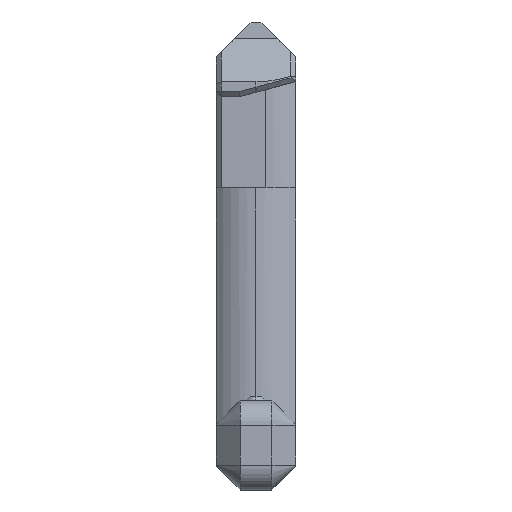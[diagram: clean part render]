
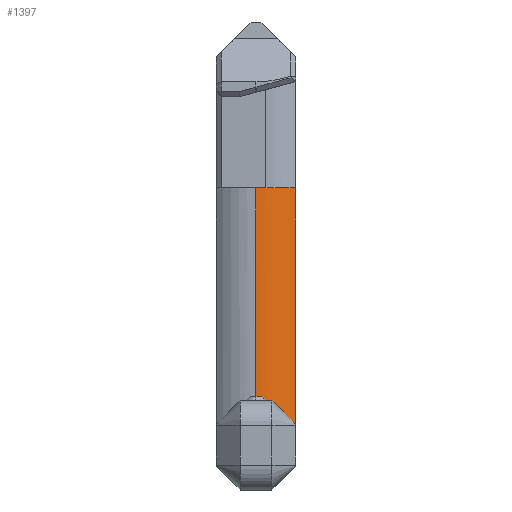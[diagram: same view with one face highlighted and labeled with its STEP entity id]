
A CAD part, left-side view. The second image highlights one B-rep face of the part: STEP entity #1397.
In plain terms, the highlighted cylindrical face has radius 2.9 mm (diameter 5.8 mm), a partial arc.
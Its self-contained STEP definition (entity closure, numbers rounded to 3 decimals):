
#94 = EDGE_CURVE ( 'NONE', #606, #2561, #2021, .T. ) ;
#116 = CARTESIAN_POINT ( 'NONE',  ( 0., 0., 10.7 ) ) ;
#204 = EDGE_CURVE ( 'NONE', #1701, #419, #1370, .T. ) ;
#255 = CARTESIAN_POINT ( 'NONE',  ( -2.424, -1.66, -0.86 ) ) ;
#287 = CARTESIAN_POINT ( 'NONE',  ( -2.9, 0., 10.7 ) ) ;
#314 = CARTESIAN_POINT ( 'NONE',  ( -2.1, -2., 7. ) ) ;
#341 = EDGE_LOOP ( 'NONE', ( #1360, #508, #923, #1026, #2152 ) ) ;
#342 = CARTESIAN_POINT ( 'NONE',  ( 0., 0., 0. ) ) ;
#419 = VERTEX_POINT ( 'NONE', #1101 ) ;
#449 =( BOUNDED_CURVE ( )  B_SPLINE_CURVE ( 3, ( #1505, #2547, #255, #645 ),
 .UNSPECIFIED., .F., .T. ) 
 B_SPLINE_CURVE_WITH_KNOTS ( ( 4, 4 ),
 ( 4.992, 5.473 ),
 .UNSPECIFIED. ) 
 CURVE ( )  GEOMETRIC_REPRESENTATION_ITEM ( )  RATIONAL_B_SPLINE_CURVE ( ( 1., 0.981, 0.981, 1. ) ) 
 REPRESENTATION_ITEM ( '' )  );
#454 = AXIS2_PLACEMENT_3D ( 'NONE', #116, #737, #530 ) ;
#486 = EDGE_CURVE ( 'NONE', #2561, #419, #2568, .T. ) ;
#508 = ORIENTED_EDGE ( 'NONE', *, *, #486, .T. ) ;
#510 = EDGE_CURVE ( 'NONE', #1701, #2281, #449, .T. ) ;
#530 = DIRECTION ( 'NONE',  ( -1., 0., 0. ) ) ;
#606 = VERTEX_POINT ( 'NONE', #1753 ) ;
#624 = AXIS2_PLACEMENT_3D ( 'NONE', #342, #1208, #2675 ) ;
#645 = CARTESIAN_POINT ( 'NONE',  ( -2.1, -2., -1.2 ) ) ;
#697 = CARTESIAN_POINT ( 'NONE',  ( 0., 0., 10.7 ) ) ;
#721 = CARTESIAN_POINT ( 'NONE',  ( -2.787, -0.8, 0. ) ) ;
#737 = DIRECTION ( 'NONE',  ( 0., 0., -1. ) ) ;
#923 = ORIENTED_EDGE ( 'NONE', *, *, #204, .F. ) ;
#1026 = ORIENTED_EDGE ( 'NONE', *, *, #510, .T. ) ;
#1077 = CYLINDRICAL_SURFACE ( 'NONE', #1770, 2.9 ) ;
#1101 = CARTESIAN_POINT ( 'NONE',  ( -2.9, 0., 0. ) ) ;
#1129 = DIRECTION ( 'NONE',  ( 0., 0., -1. ) ) ;
#1137 = DIRECTION ( 'NONE',  ( 0., 0., -1. ) ) ;
#1208 = DIRECTION ( 'NONE',  ( 0., 0., -1. ) ) ;
#1279 = VECTOR ( 'NONE', #1137, 1000. ) ;
#1360 = ORIENTED_EDGE ( 'NONE', *, *, #94, .T. ) ;
#1370 = CIRCLE ( 'NONE', #624, 2.9 ) ;
#1397 = ADVANCED_FACE ( 'NONE', ( #2557 ), #1077, .T. ) ;
#1505 = CARTESIAN_POINT ( 'NONE',  ( -2.787, -0.8, 0. ) ) ;
#1537 = DIRECTION ( 'NONE',  ( 0., 0., -1. ) ) ;
#1602 = CARTESIAN_POINT ( 'NONE',  ( -2.1, -2., -1.2 ) ) ;
#1688 = EDGE_CURVE ( 'NONE', #606, #2281, #2414, .T. ) ;
#1701 = VERTEX_POINT ( 'NONE', #721 ) ;
#1753 = CARTESIAN_POINT ( 'NONE',  ( -2.1, -2., 10.7 ) ) ;
#1770 = AXIS2_PLACEMENT_3D ( 'NONE', #697, #1129, #1909 ) ;
#1806 = VECTOR ( 'NONE', #1537, 1000. ) ;
#1909 = DIRECTION ( 'NONE',  ( -1., 0., 0. ) ) ;
#2021 = CIRCLE ( 'NONE', #454, 2.9 ) ;
#2140 = CARTESIAN_POINT ( 'NONE',  ( -2.9, 0., 10.7 ) ) ;
#2152 = ORIENTED_EDGE ( 'NONE', *, *, #1688, .F. ) ;
#2281 = VERTEX_POINT ( 'NONE', #1602 ) ;
#2414 = LINE ( 'NONE', #314, #1279 ) ;
#2547 = CARTESIAN_POINT ( 'NONE',  ( -2.658, -1.252, -0.452 ) ) ;
#2557 = FACE_OUTER_BOUND ( 'NONE', #341, .T. ) ;
#2561 = VERTEX_POINT ( 'NONE', #2140 ) ;
#2568 = LINE ( 'NONE', #287, #1806 ) ;
#2675 = DIRECTION ( 'NONE',  ( -1., 0., 0. ) ) ;
